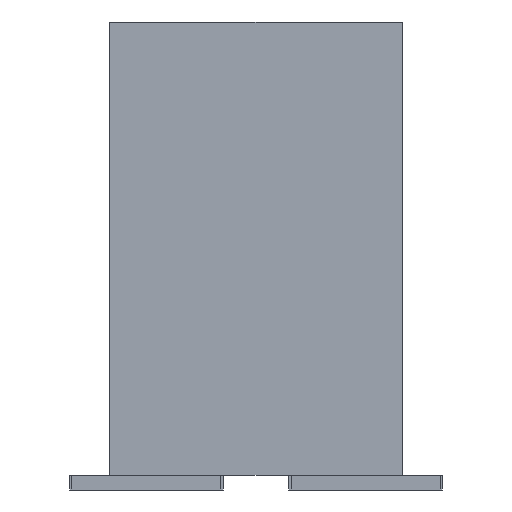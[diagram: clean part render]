
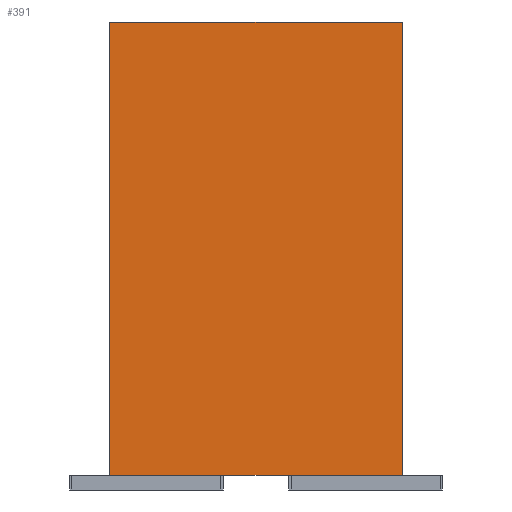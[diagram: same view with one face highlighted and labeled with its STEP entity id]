
A CAD part, left-side view. The second image highlights one B-rep face of the part: STEP entity #391.
In plain terms, the highlighted planar face has unit normal (-1, 0, 0).
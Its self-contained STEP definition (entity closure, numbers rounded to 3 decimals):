
#128 = EDGE_CURVE('',#129,#131,#133,.T.);
#129 = VERTEX_POINT('',#130);
#130 = CARTESIAN_POINT('',(-2.68,1.,0.));
#131 = VERTEX_POINT('',#132);
#132 = CARTESIAN_POINT('',(-2.68,1.,3.1));
#133 = SURFACE_CURVE('',#134,(#138,#150),.PCURVE_S1.);
#134 = LINE('',#135,#136);
#135 = CARTESIAN_POINT('',(-2.68,1.,0.));
#136 = VECTOR('',#137,1.);
#137 = DIRECTION('',(0.,0.,1.));
#138 = PCURVE('',#139,#144);
#139 = PLANE('',#140);
#140 = AXIS2_PLACEMENT_3D('',#141,#142,#143);
#141 = CARTESIAN_POINT('',(-2.68,1.,0.));
#142 = DIRECTION('',(0.,1.,0.));
#143 = DIRECTION('',(1.,0.,0.));
#144 = DEFINITIONAL_REPRESENTATION('',(#145),#149);
#145 = LINE('',#146,#147);
#146 = CARTESIAN_POINT('',(0.,0.));
#147 = VECTOR('',#148,1.);
#148 = DIRECTION('',(0.,-1.));
#149 = ( GEOMETRIC_REPRESENTATION_CONTEXT(2) 
PARAMETRIC_REPRESENTATION_CONTEXT() REPRESENTATION_CONTEXT('2D SPACE',''
  ) );
#150 = PCURVE('',#151,#156);
#151 = PLANE('',#152);
#152 = AXIS2_PLACEMENT_3D('',#153,#154,#155);
#153 = CARTESIAN_POINT('',(-2.68,-1.,0.));
#154 = DIRECTION('',(-1.,0.,0.));
#155 = DIRECTION('',(0.,1.,0.));
#156 = DEFINITIONAL_REPRESENTATION('',(#157),#161);
#157 = LINE('',#158,#159);
#158 = CARTESIAN_POINT('',(2.,0.));
#159 = VECTOR('',#160,1.);
#160 = DIRECTION('',(0.,-1.));
#161 = ( GEOMETRIC_REPRESENTATION_CONTEXT(2) 
PARAMETRIC_REPRESENTATION_CONTEXT() REPRESENTATION_CONTEXT('2D SPACE',''
  ) );
#179 = PLANE('',#180);
#180 = AXIS2_PLACEMENT_3D('',#181,#182,#183);
#181 = CARTESIAN_POINT('',(0.,0.,3.1));
#182 = DIRECTION('',(-0.,-0.,-1.));
#183 = DIRECTION('',(-1.,0.,0.));
#233 = PLANE('',#234);
#234 = AXIS2_PLACEMENT_3D('',#235,#236,#237);
#235 = CARTESIAN_POINT('',(0.,0.,0.));
#236 = DIRECTION('',(-0.,-0.,-1.));
#237 = DIRECTION('',(-1.,0.,0.));
#288 = PLANE('',#289);
#289 = AXIS2_PLACEMENT_3D('',#290,#291,#292);
#290 = CARTESIAN_POINT('',(2.68,-1.,0.));
#291 = DIRECTION('',(0.,-1.,0.));
#292 = DIRECTION('',(-1.,0.,0.));
#326 = VERTEX_POINT('',#327);
#327 = CARTESIAN_POINT('',(-2.68,-1.,3.1));
#348 = EDGE_CURVE('',#349,#326,#351,.T.);
#349 = VERTEX_POINT('',#350);
#350 = CARTESIAN_POINT('',(-2.68,-1.,0.));
#351 = SURFACE_CURVE('',#352,(#356,#363),.PCURVE_S1.);
#352 = LINE('',#353,#354);
#353 = CARTESIAN_POINT('',(-2.68,-1.,0.));
#354 = VECTOR('',#355,1.);
#355 = DIRECTION('',(0.,0.,1.));
#356 = PCURVE('',#288,#357);
#357 = DEFINITIONAL_REPRESENTATION('',(#358),#362);
#358 = LINE('',#359,#360);
#359 = CARTESIAN_POINT('',(5.36,0.));
#360 = VECTOR('',#361,1.);
#361 = DIRECTION('',(0.,-1.));
#362 = ( GEOMETRIC_REPRESENTATION_CONTEXT(2) 
PARAMETRIC_REPRESENTATION_CONTEXT() REPRESENTATION_CONTEXT('2D SPACE',''
  ) );
#363 = PCURVE('',#151,#364);
#364 = DEFINITIONAL_REPRESENTATION('',(#365),#369);
#365 = LINE('',#366,#367);
#366 = CARTESIAN_POINT('',(0.,0.));
#367 = VECTOR('',#368,1.);
#368 = DIRECTION('',(0.,-1.));
#369 = ( GEOMETRIC_REPRESENTATION_CONTEXT(2) 
PARAMETRIC_REPRESENTATION_CONTEXT() REPRESENTATION_CONTEXT('2D SPACE',''
  ) );
#391 = ADVANCED_FACE('',(#392),#151,.T.);
#392 = FACE_BOUND('',#393,.T.);
#393 = EDGE_LOOP('',(#394,#395,#416,#417));
#394 = ORIENTED_EDGE('',*,*,#348,.T.);
#395 = ORIENTED_EDGE('',*,*,#396,.T.);
#396 = EDGE_CURVE('',#326,#131,#397,.T.);
#397 = SURFACE_CURVE('',#398,(#402,#409),.PCURVE_S1.);
#398 = LINE('',#399,#400);
#399 = CARTESIAN_POINT('',(-2.68,-1.,3.1));
#400 = VECTOR('',#401,1.);
#401 = DIRECTION('',(0.,1.,0.));
#402 = PCURVE('',#151,#403);
#403 = DEFINITIONAL_REPRESENTATION('',(#404),#408);
#404 = LINE('',#405,#406);
#405 = CARTESIAN_POINT('',(0.,-3.1));
#406 = VECTOR('',#407,1.);
#407 = DIRECTION('',(1.,0.));
#408 = ( GEOMETRIC_REPRESENTATION_CONTEXT(2) 
PARAMETRIC_REPRESENTATION_CONTEXT() REPRESENTATION_CONTEXT('2D SPACE',''
  ) );
#409 = PCURVE('',#179,#410);
#410 = DEFINITIONAL_REPRESENTATION('',(#411),#415);
#411 = LINE('',#412,#413);
#412 = CARTESIAN_POINT('',(2.68,-1.));
#413 = VECTOR('',#414,1.);
#414 = DIRECTION('',(0.,1.));
#415 = ( GEOMETRIC_REPRESENTATION_CONTEXT(2) 
PARAMETRIC_REPRESENTATION_CONTEXT() REPRESENTATION_CONTEXT('2D SPACE',''
  ) );
#416 = ORIENTED_EDGE('',*,*,#128,.F.);
#417 = ORIENTED_EDGE('',*,*,#418,.F.);
#418 = EDGE_CURVE('',#349,#129,#419,.T.);
#419 = SURFACE_CURVE('',#420,(#424,#431),.PCURVE_S1.);
#420 = LINE('',#421,#422);
#421 = CARTESIAN_POINT('',(-2.68,-1.,0.));
#422 = VECTOR('',#423,1.);
#423 = DIRECTION('',(0.,1.,0.));
#424 = PCURVE('',#151,#425);
#425 = DEFINITIONAL_REPRESENTATION('',(#426),#430);
#426 = LINE('',#427,#428);
#427 = CARTESIAN_POINT('',(0.,0.));
#428 = VECTOR('',#429,1.);
#429 = DIRECTION('',(1.,0.));
#430 = ( GEOMETRIC_REPRESENTATION_CONTEXT(2) 
PARAMETRIC_REPRESENTATION_CONTEXT() REPRESENTATION_CONTEXT('2D SPACE',''
  ) );
#431 = PCURVE('',#233,#432);
#432 = DEFINITIONAL_REPRESENTATION('',(#433),#437);
#433 = LINE('',#434,#435);
#434 = CARTESIAN_POINT('',(2.68,-1.));
#435 = VECTOR('',#436,1.);
#436 = DIRECTION('',(0.,1.));
#437 = ( GEOMETRIC_REPRESENTATION_CONTEXT(2) 
PARAMETRIC_REPRESENTATION_CONTEXT() REPRESENTATION_CONTEXT('2D SPACE',''
  ) );
